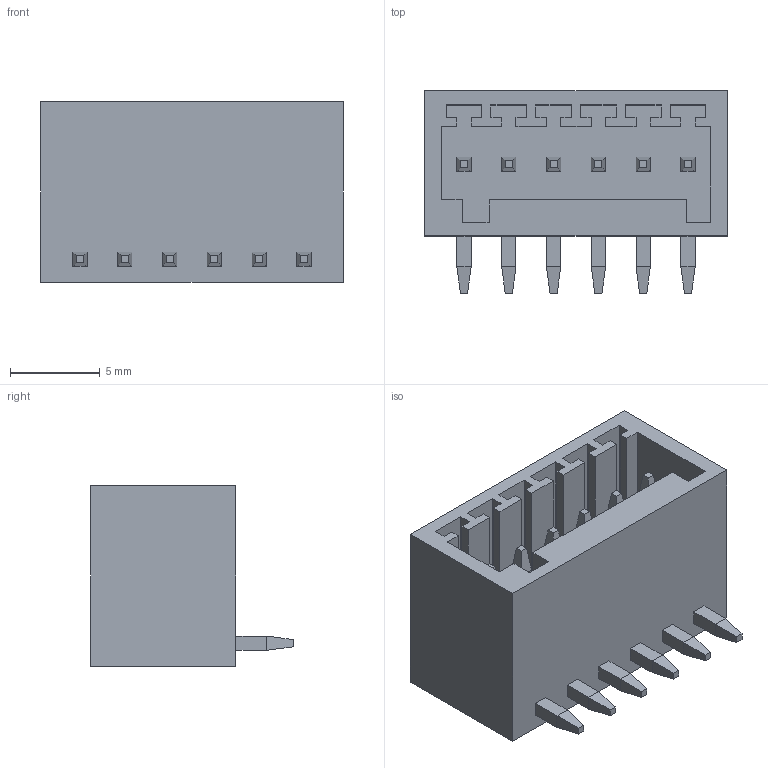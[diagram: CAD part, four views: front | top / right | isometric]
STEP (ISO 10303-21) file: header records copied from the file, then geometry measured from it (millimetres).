
FILE_DESCRIPTION(('CATIA V5R24 STEP','CAx-IF Rec.Pracs.--- Model Styling and Organization---1.2---2011-12-15'),'2;1');
FILE_NAME ('D1462130_0', '2016-04-19T14:17:10+00:00', ('Weidmueller Interface'), ('Weidmueller'), 'CATIA Version 5-6 Release 2014 SP4', 'CATIA V5 STEP AP214', 'none');
FILE_SCHEMA(('AUTOMOTIVE_DESIGN { 1 0 10303 214 1 1 1 1 }'));
Length unit declared in the file: millimetre
Products named in the file (1): 2439790000_SL 2.50/06/90G 3.2SN BK BX
Bounding box: 16.9 x 11.3 x 10.1 mm (x, y, z)
Volume: 911.2 mm3; surface area: 1415.6 mm2
Topology: 6 solids, 7 shells, 209 faces, 498 edges, 316 vertices
Faces by surface type: plane 209
Entity records: 6073 total; most frequent: CARTESIAN_POINT 1024, ORIENTED_EDGE 996, DIRECTION 916, VECTOR 498, EDGE_CURVE 498, LINE 498, VERTEX_POINT 316, EDGE_LOOP 222
